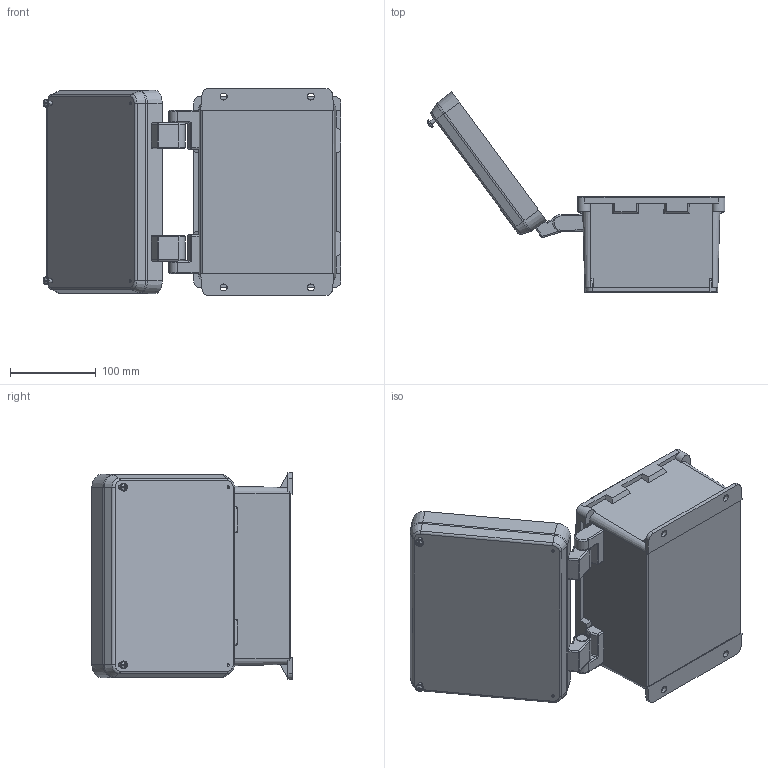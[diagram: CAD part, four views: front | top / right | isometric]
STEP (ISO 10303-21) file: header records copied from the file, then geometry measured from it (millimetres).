
FILE_DESCRIPTION (( 'STEP AP214' ), '1' );
FILE_NAME ('NBN080604.STEP', '2018-02-22T21:50:23', ( '' ), ( '' ), 'SwSTEP 2.0', 'SolidWorks 2017', '' );
FILE_SCHEMA (( 'AUTOMOTIVE_DESIGN' ));
Length unit declared in the file: inch
Products named in the file (8): 10-32 NEMA PLATE SCREW; NBN_LidScrew; NBN_Hinge_Plug; NBN_Hinge_2; NBN_Hinge_1; NBN080604_lid; NBN080604_box; NBN080604
Assembly tree (18 placements, depth 2):
  NBN080604
    NBN080604_box
    NBN080604_lid
    NBN_Hinge_1  x2
    NBN_Hinge_2  x2
    NBN_Hinge_Plug  x2
    NBN_LidScrew  x2
    10-32 NEMA PLATE SCREW  x8
Bounding box: 346.77 x 233.08 x 240.87 mm (x, y, z)
Volume: 750080.2 mm3; surface area: 423471.9 mm2
Topology: 18 solids, 18 shells, 1197 faces, 2756 edges, 1656 vertices
Faces by surface type: plane 471, cone 326, cylinder 246, torus 96, bspline 44, sphere 14
Full cylindrical faces by diameter (mm): 3.861 x8, 4.216 x2, 4.775 x2, 6.147 x12, 6.24 x4, 6.241 x4, 6.35 x4, 8.128 x4, 9.296 x8, 10.16 x4, 10.922 x2, 12.027 x2, 12.446 x2, 12.497 x2, 13.208 x2
Entity records: 24818 total; most frequent: CARTESIAN_POINT 5017, DIRECTION 3703, ORIENTED_EDGE 3258, EDGE_CURVE 1629, AXIS2_PLACEMENT_3D 1444, EDGE_LOOP 1143, VERTEX_POINT 1126, FACE_OUTER_BOUND 875
